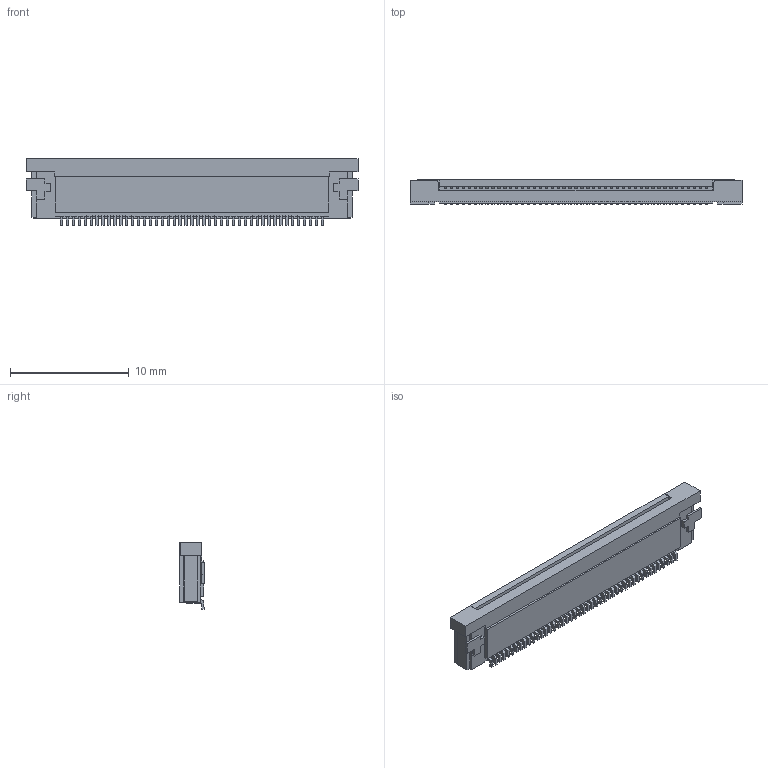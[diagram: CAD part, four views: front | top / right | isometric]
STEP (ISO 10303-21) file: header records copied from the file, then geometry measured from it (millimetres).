
FILE_DESCRIPTION((''),'2;1');
FILE_NAME('I62684-45210ALF','2007-09-06T',('ShoujiR'),(''),'PRO/ENGINEER BY PARAMETRIC TECHNOLOGY CORPORATION, 2005230','PRO/ENGINEER BY PARAMETRIC TECHNOLOGY CORPORATION, 2005230','');
FILE_SCHEMA(('CONFIG_CONTROL_DESIGN'));
Length unit declared in the file: millimetre
Products named in the file (1): I62684-45210ALF
Bounding box: 28 x 2.05 x 5.6 mm (x, y, z)
Volume: 226.4 mm3; surface area: 820.8 mm2
Topology: 1 solids, 2 shells, 937 faces, 2789 edges, 1858 vertices
Faces by surface type: plane 847, cylinder 90
Entity records: 30969 total; most frequent: CARTESIAN_POINT 5590, ORIENTED_EDGE 5578, DIRECTION 4841, EDGE_CURVE 2789, VECTOR 2607, LINE 2607, VERTEX_POINT 1858, AXIS2_PLACEMENT_3D 1117
